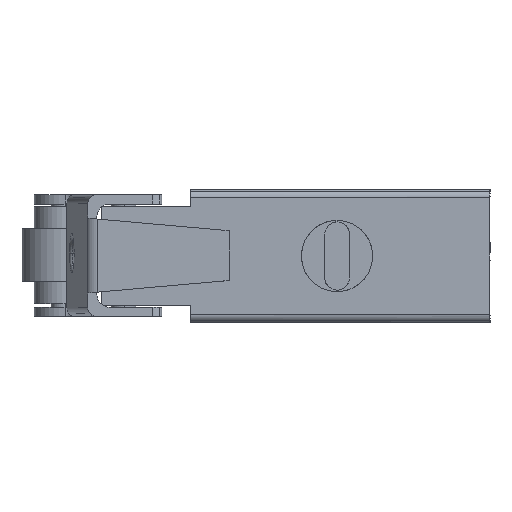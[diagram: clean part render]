
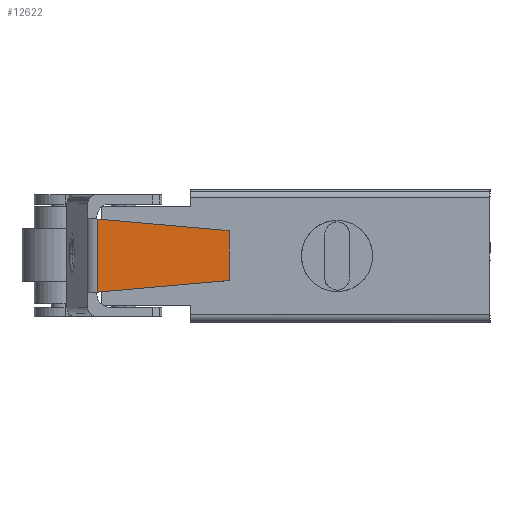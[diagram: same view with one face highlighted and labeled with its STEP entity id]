
A CAD part, left-side view. The second image highlights one B-rep face of the part: STEP entity #12622.
In plain terms, the highlighted face is planar.
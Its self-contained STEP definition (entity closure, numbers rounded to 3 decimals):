
#12478=CARTESIAN_POINT('',(4.398,2.916,-16.19));
#12479=VERTEX_POINT('',#12478);
#12487=CARTESIAN_POINT('',(-4.398,2.916,-16.19));
#12488=VERTEX_POINT('',#12487);
#12489=CARTESIAN_POINT('',(4.398,2.916,-16.19));
#12490=DIRECTION('',(-1.0,0.0,0.0));
#12491=VECTOR('',#12490,8.795);
#12492=LINE('',#12489,#12491);
#12493=EDGE_CURVE('',#12479,#12488,#12492,.T.);
#12512=CARTESIAN_POINT('',(-3.,-12.801,-18.154));
#12513=VERTEX_POINT('',#12512);
#12514=CARTESIAN_POINT('',(-4.398,2.916,-16.19));
#12515=DIRECTION('',(0.088,-0.988,-0.124));
#12516=VECTOR('',#12515,15.901);
#12517=LINE('',#12514,#12516);
#12518=EDGE_CURVE('',#12488,#12513,#12517,.T.);
#12560=CARTESIAN_POINT('',(3.,-12.801,-18.154));
#12561=VERTEX_POINT('',#12560);
#12568=CARTESIAN_POINT('',(3.,-12.801,-18.154));
#12569=DIRECTION('',(0.088,0.988,0.124));
#12570=VECTOR('',#12569,15.901);
#12571=LINE('',#12568,#12570);
#12572=EDGE_CURVE('',#12561,#12479,#12571,.T.);
#12601=CARTESIAN_POINT('',(-3.,-12.801,-18.154));
#12602=DIRECTION('',(1.0,0.0,0.0));
#12603=VECTOR('',#12602,6.0);
#12604=LINE('',#12601,#12603);
#12605=EDGE_CURVE('',#12513,#12561,#12604,.T.);
#12611=CARTESIAN_POINT('',(0.,-3.851,-17.036));
#12612=DIRECTION('',(0.,-0.124,0.992));
#12613=DIRECTION('',(1.0,0.0,0.0));
#12614=AXIS2_PLACEMENT_3D('',#12611,#12612,#12613);
#12615=PLANE('',#12614);
#12616=ORIENTED_EDGE('',*,*,#12493,.F.);
#12617=ORIENTED_EDGE('',*,*,#12572,.F.);
#12618=ORIENTED_EDGE('',*,*,#12605,.F.);
#12619=ORIENTED_EDGE('',*,*,#12518,.F.);
#12620=EDGE_LOOP('',(#12616,#12617,#12618,#12619));
#12621=FACE_OUTER_BOUND('',#12620,.T.);
#12622=ADVANCED_FACE('',(#12621),#12615,.F.);
